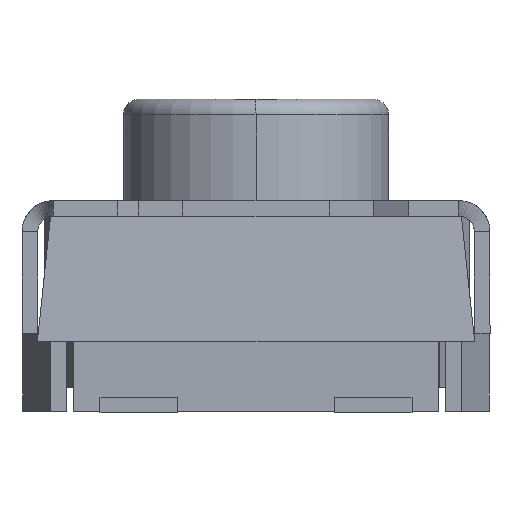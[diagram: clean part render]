
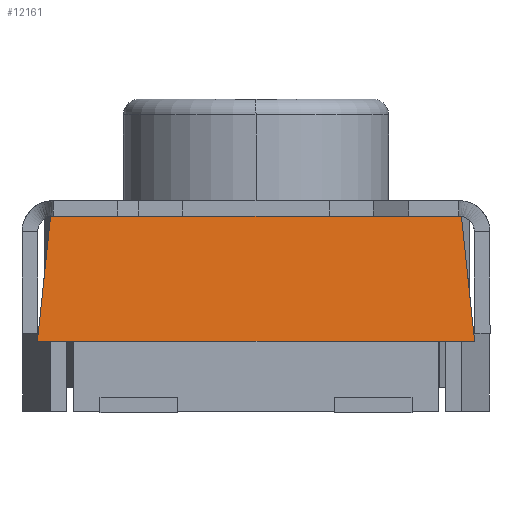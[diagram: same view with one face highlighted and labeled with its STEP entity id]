
A CAD part, left-side view. The second image highlights one B-rep face of the part: STEP entity #12161.
In plain terms, the highlighted planar face has unit normal (-0.995, 0, 0.104).
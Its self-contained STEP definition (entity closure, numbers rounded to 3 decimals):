
#430 = PLANE ( 'NONE',  #16149 ) ;
#586 = VECTOR ( 'NONE', #15306, 1000. ) ;
#1309 = CARTESIAN_POINT ( 'NONE',  ( -2.032, 1.167, -0.9 ) ) ;
#2043 = LINE ( 'NONE', #10972, #13373 ) ;
#2170 = CARTESIAN_POINT ( 'NONE',  ( -1.919, -1.288, 0.171 ) ) ;
#2501 = VECTOR ( 'NONE', #18270, 1000. ) ;
#3475 = CARTESIAN_POINT ( 'NONE',  ( -1.948, 1.317, -0.1 ) ) ;
#3585 = DIRECTION ( 'NONE',  ( 0., 1., 0. ) ) ;
#3601 = CARTESIAN_POINT ( 'NONE',  ( -2.032, 1.317, -0.9 ) ) ;
#3772 = LINE ( 'NONE', #3601, #586 ) ;
#4604 = CARTESIAN_POINT ( 'NONE',  ( -2.032, 1.167, -0.9 ) ) ;
#5090 = CARTESIAN_POINT ( 'NONE',  ( -2.032, -1.167, -0.9 ) ) ;
#5173 = EDGE_CURVE ( 'NONE', #5645, #16654, #18314, .T. ) ;
#5645 = VERTEX_POINT ( 'NONE', #10491 ) ;
#5842 = ORIENTED_EDGE ( 'NONE', *, *, #16936, .F. ) ;
#6039 = CARTESIAN_POINT ( 'NONE',  ( -1.948, -1.317, -0.1 ) ) ;
#6275 = DIRECTION ( 'NONE',  ( -0.995, 0., 0.105 ) ) ;
#6700 = VERTEX_POINT ( 'NONE', #6039 ) ;
#8251 = EDGE_CURVE ( 'NONE', #16479, #17531, #18660, .T. ) ;
#9094 = CARTESIAN_POINT ( 'NONE',  ( -2.032, -1.401, -0.9 ) ) ;
#9272 = CARTESIAN_POINT ( 'NONE',  ( -1.948, 1.317, -0.1 ) ) ;
#9481 = EDGE_LOOP ( 'NONE', ( #18182, #14789, #5842, #17625, #14259, #16385 ) ) ;
#9605 = EDGE_CURVE ( 'NONE', #13669, #16479, #3772, .T. ) ;
#9748 = LINE ( 'NONE', #2170, #2501 ) ;
#9968 = DIRECTION ( 'NONE',  ( 0., 1., 0. ) ) ;
#10491 = CARTESIAN_POINT ( 'NONE',  ( -2.032, 1.401, -0.9 ) ) ;
#10972 = CARTESIAN_POINT ( 'NONE',  ( -2.032, 1.317, -0.9 ) ) ;
#11404 = EDGE_CURVE ( 'NONE', #6700, #16654, #14631, .T. ) ;
#11865 = VECTOR ( 'NONE', #13582, 1000. ) ;
#12161 = ADVANCED_FACE ( 'NONE', ( #13696 ), #430, .T. ) ;
#13373 = VECTOR ( 'NONE', #3585, 1000. ) ;
#13582 = DIRECTION ( 'NONE',  ( 0., 1., 0. ) ) ;
#13669 = VERTEX_POINT ( 'NONE', #9094 ) ;
#13696 = FACE_OUTER_BOUND ( 'NONE', #9481, .T. ) ;
#14259 = ORIENTED_EDGE ( 'NONE', *, *, #9605, .F. ) ;
#14522 = EDGE_CURVE ( 'NONE', #13669, #6700, #9748, .T. ) ;
#14631 = LINE ( 'NONE', #3475, #11865 ) ;
#14789 = ORIENTED_EDGE ( 'NONE', *, *, #5173, .F. ) ;
#15306 = DIRECTION ( 'NONE',  ( 0., 1., 0. ) ) ;
#15579 = VECTOR ( 'NONE', #9968, 1000. ) ;
#16136 = CARTESIAN_POINT ( 'NONE',  ( -1.906, 1.275, 0.301 ) ) ;
#16149 = AXIS2_PLACEMENT_3D ( 'NONE', #9272, #6275, #16727 ) ;
#16385 = ORIENTED_EDGE ( 'NONE', *, *, #14522, .T. ) ;
#16439 = DIRECTION ( 'NONE',  ( 0.104, -0.104, 0.989 ) ) ;
#16479 = VERTEX_POINT ( 'NONE', #5090 ) ;
#16654 = VERTEX_POINT ( 'NONE', #17910 ) ;
#16727 = DIRECTION ( 'NONE',  ( 0.105, 0., 0.995 ) ) ;
#16936 = EDGE_CURVE ( 'NONE', #17531, #5645, #2043, .T. ) ;
#17531 = VERTEX_POINT ( 'NONE', #4604 ) ;
#17625 = ORIENTED_EDGE ( 'NONE', *, *, #8251, .F. ) ;
#17679 = VECTOR ( 'NONE', #16439, 1000. ) ;
#17910 = CARTESIAN_POINT ( 'NONE',  ( -1.948, 1.317, -0.1 ) ) ;
#18182 = ORIENTED_EDGE ( 'NONE', *, *, #11404, .T. ) ;
#18270 = DIRECTION ( 'NONE',  ( 0.104, 0.104, 0.989 ) ) ;
#18314 = LINE ( 'NONE', #16136, #17679 ) ;
#18660 = LINE ( 'NONE', #1309, #15579 ) ;
